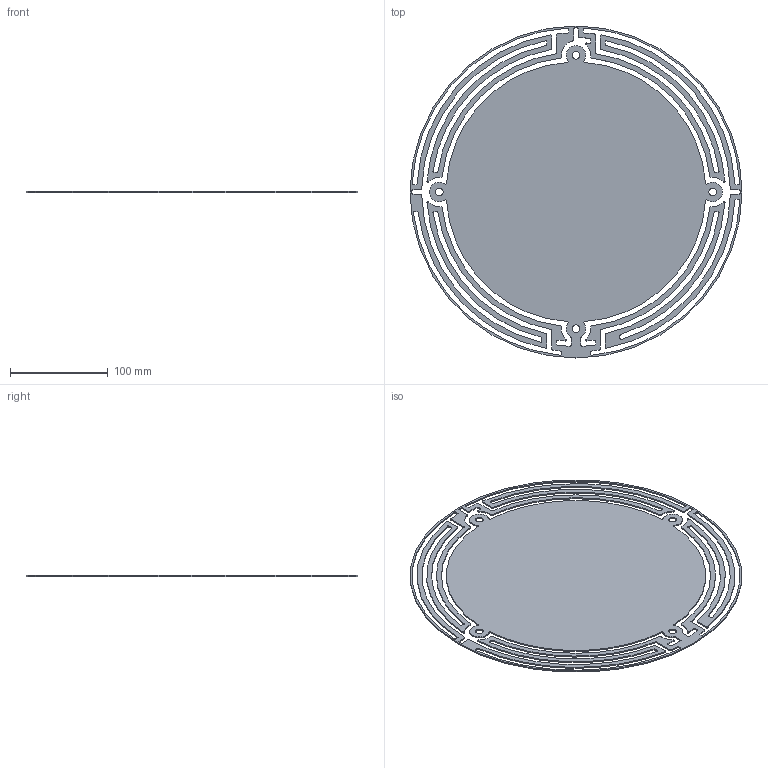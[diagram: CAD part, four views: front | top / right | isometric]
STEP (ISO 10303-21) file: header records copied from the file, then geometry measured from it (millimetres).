
FILE_DESCRIPTION (( 'STEP AP214' ), '1' );
FILE_NAME ('D1500217-v2.STEP', '2015-09-02T23:07:50', ( '' ), ( '' ), 'SwSTEP 2.0', 'SolidWorks 2015', '' );
FILE_SCHEMA (( 'AUTOMOTIVE_DESIGN' ));
Length unit declared in the file: millimetre
Products named in the file (1): D1500217-v2
Bounding box: 340 x 340 x 1.27 mm (x, y, z)
Volume: 92161.3 mm3; surface area: 155731.3 mm2
Topology: 1 solids, 1 shells, 221 faces, 657 edges, 438 vertices
Faces by surface type: cylinder 184, plane 37
Entity records: 7689 total; most frequent: DIRECTION 1469, CARTESIAN_POINT 1317, ORIENTED_EDGE 1314, EDGE_CURVE 657, AXIS2_PLACEMENT_3D 590, VERTEX_POINT 438, CIRCLE 368, VECTOR 289
